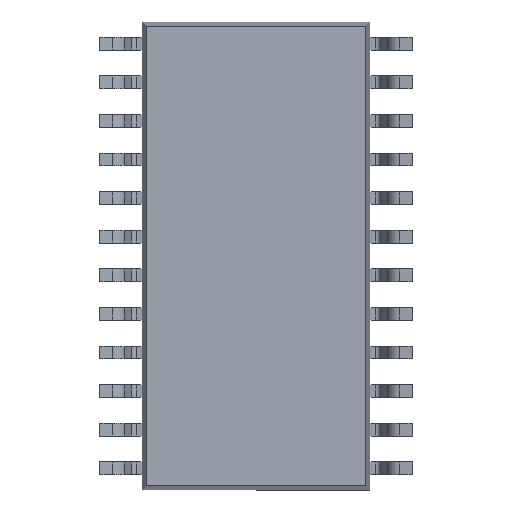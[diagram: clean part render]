
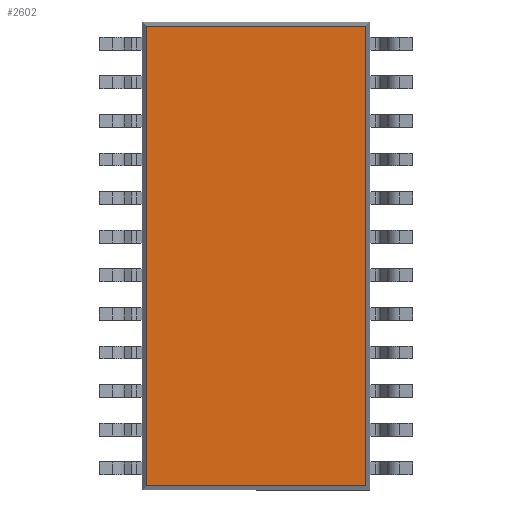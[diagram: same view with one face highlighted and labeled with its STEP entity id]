
A CAD part, front view. The second image highlights one B-rep face of the part: STEP entity #2602.
In plain terms, the highlighted planar face has unit normal (0, -1, 0).
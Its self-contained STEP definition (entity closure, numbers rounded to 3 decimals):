
#68 = CARTESIAN_POINT ( 'NONE',  ( -3.604, 0.3, 7.7 ) ) ;
#163 = VERTEX_POINT ( 'NONE', #9314 ) ;
#1289 = VERTEX_POINT ( 'NONE', #7397 ) ;
#1295 = VERTEX_POINT ( 'NONE', #3960 ) ;
#2111 = ORIENTED_EDGE ( 'NONE', *, *, #10484, .T. ) ;
#2363 = VECTOR ( 'NONE', #10294, 1000. ) ;
#2602 = ADVANCED_FACE ( 'NONE', ( #7485 ), #8631, .T. ) ;
#2609 = EDGE_CURVE ( 'NONE', #163, #1289, #6948, .T. ) ;
#3443 = CARTESIAN_POINT ( 'NONE',  ( -3.604, 0.3, -7.554 ) ) ;
#3960 = CARTESIAN_POINT ( 'NONE',  ( 3.604, 0.3, -7.554 ) ) ;
#4772 = CARTESIAN_POINT ( 'NONE',  ( 3.604, 0.3, -7.7 ) ) ;
#4811 = DIRECTION ( 'NONE',  ( 0., 0., 1. ) ) ;
#5157 = LINE ( 'NONE', #8926, #9777 ) ;
#5304 = CARTESIAN_POINT ( 'NONE',  ( 3.75, 0.3, 7.554 ) ) ;
#5490 = VERTEX_POINT ( 'NONE', #3443 ) ;
#6150 = DIRECTION ( 'NONE',  ( 0., 0., -1. ) ) ;
#6399 = DIRECTION ( 'NONE',  ( 1., 0., 0. ) ) ;
#6451 = EDGE_CURVE ( 'NONE', #1289, #5490, #9498, .T. ) ;
#6948 = LINE ( 'NONE', #5304, #2363 ) ;
#7321 = ORIENTED_EDGE ( 'NONE', *, *, #9977, .T. ) ;
#7397 = CARTESIAN_POINT ( 'NONE',  ( -3.604, 0.3, 7.554 ) ) ;
#7485 = FACE_OUTER_BOUND ( 'NONE', #8317, .T. ) ;
#7567 = DIRECTION ( 'NONE',  ( 0., 0., -1. ) ) ;
#7847 = CARTESIAN_POINT ( 'NONE',  ( 0., 0.3, 0. ) ) ;
#8176 = ORIENTED_EDGE ( 'NONE', *, *, #6451, .T. ) ;
#8317 = EDGE_LOOP ( 'NONE', ( #2111, #7321, #9123, #8176 ) ) ;
#8505 = LINE ( 'NONE', #4772, #9931 ) ;
#8631 = PLANE ( 'NONE',  #10669 ) ;
#8926 = CARTESIAN_POINT ( 'NONE',  ( -3.75, 0.3, -7.554 ) ) ;
#9123 = ORIENTED_EDGE ( 'NONE', *, *, #2609, .T. ) ;
#9314 = CARTESIAN_POINT ( 'NONE',  ( 3.604, 0.3, 7.554 ) ) ;
#9498 = LINE ( 'NONE', #68, #10437 ) ;
#9777 = VECTOR ( 'NONE', #6399, 1000. ) ;
#9931 = VECTOR ( 'NONE', #4811, 1000. ) ;
#9977 = EDGE_CURVE ( 'NONE', #1295, #163, #8505, .T. ) ;
#10294 = DIRECTION ( 'NONE',  ( -1., 0., 0. ) ) ;
#10437 = VECTOR ( 'NONE', #7567, 1000. ) ;
#10438 = DIRECTION ( 'NONE',  ( 0., -1., 0. ) ) ;
#10484 = EDGE_CURVE ( 'NONE', #5490, #1295, #5157, .T. ) ;
#10669 = AXIS2_PLACEMENT_3D ( 'NONE', #7847, #10438, #6150 ) ;
